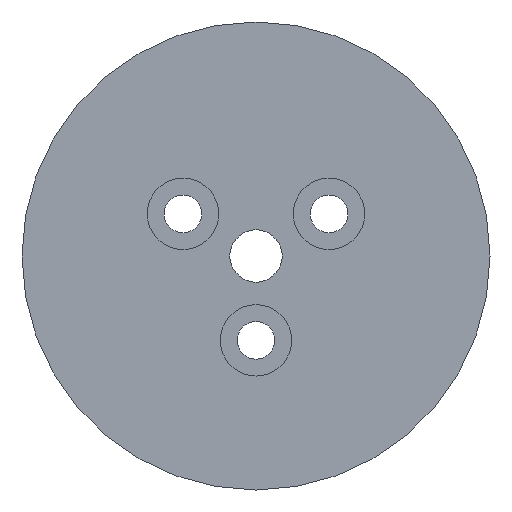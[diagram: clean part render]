
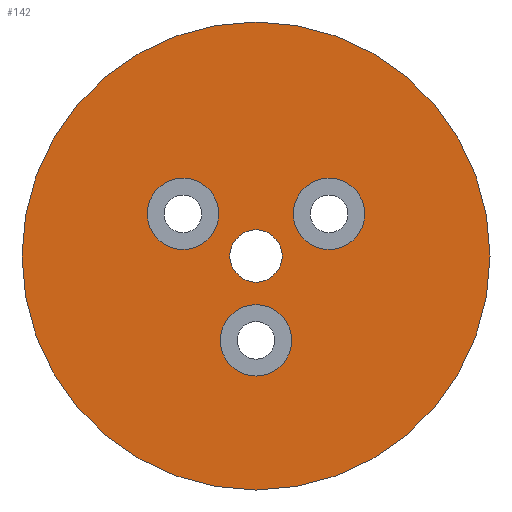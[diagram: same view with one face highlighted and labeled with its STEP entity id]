
A CAD part, left-side view. The second image highlights one B-rep face of the part: STEP entity #142.
In plain terms, the highlighted planar face has unit normal (-1, 0, 0).
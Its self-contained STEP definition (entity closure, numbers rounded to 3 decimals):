
#9 = VERTEX_POINT ( 'NONE', #240 ) ;
#15 = CARTESIAN_POINT ( 'NONE',  ( 0., -5.629, 0.5 ) ) ;
#23 = EDGE_LOOP ( 'NONE', ( #779, #115 ) ) ;
#32 = EDGE_CURVE ( 'NONE', #872, #230, #876, .T. ) ;
#39 = CARTESIAN_POINT ( 'NONE',  ( 0., 0., 0. ) ) ;
#56 = CARTESIAN_POINT ( 'NONE',  ( 0., 0., -6.5 ) ) ;
#63 = CARTESIAN_POINT ( 'NONE',  ( 0., 5.629, 3.25 ) ) ;
#82 = CIRCLE ( 'NONE', #487, 2.019 ) ;
#86 = EDGE_CURVE ( 'NONE', #583, #861, #785, .T. ) ;
#104 = EDGE_CURVE ( 'NONE', #550, #298, #637, .T. ) ;
#105 = DIRECTION ( 'NONE',  ( 0., 0., 1. ) ) ;
#115 = ORIENTED_EDGE ( 'NONE', *, *, #682, .F. ) ;
#120 = CARTESIAN_POINT ( 'NONE',  ( 0., 0., 0. ) ) ;
#122 = DIRECTION ( 'NONE',  ( 0., 0., 1. ) ) ;
#123 = CIRCLE ( 'NONE', #687, 2.75 ) ;
#136 = AXIS2_PLACEMENT_3D ( 'NONE', #578, #492, #880 ) ;
#142 = ADVANCED_FACE ( 'NONE', ( #884, #506, #877, #189, #809 ), #574, .F. ) ;
#144 = DIRECTION ( 'NONE',  ( 0., 0., 1. ) ) ;
#154 = CIRCLE ( 'NONE', #203, 2.75 ) ;
#167 = DIRECTION ( 'NONE',  ( 0., 0., 1. ) ) ;
#186 = CARTESIAN_POINT ( 'NONE',  ( 0., 0., 0. ) ) ;
#189 = FACE_BOUND ( 'NONE', #678, .T. ) ;
#190 = CARTESIAN_POINT ( 'NONE',  ( 0., 5.629, 6. ) ) ;
#202 = DIRECTION ( 'NONE',  ( 1., 0., 0. ) ) ;
#203 = AXIS2_PLACEMENT_3D ( 'NONE', #63, #444, #441 ) ;
#213 = CARTESIAN_POINT ( 'NONE',  ( 0., 5.629, 0.5 ) ) ;
#220 = CARTESIAN_POINT ( 'NONE',  ( 0., 0., -18.034 ) ) ;
#230 = VERTEX_POINT ( 'NONE', #213 ) ;
#234 = AXIS2_PLACEMENT_3D ( 'NONE', #39, #337, #122 ) ;
#240 = CARTESIAN_POINT ( 'NONE',  ( 0., -5.629, 6. ) ) ;
#242 = ORIENTED_EDGE ( 'NONE', *, *, #32, .F. ) ;
#267 = VERTEX_POINT ( 'NONE', #971 ) ;
#271 = DIRECTION ( 'NONE',  ( -1., 0., 0. ) ) ;
#273 = ORIENTED_EDGE ( 'NONE', *, *, #86, .T. ) ;
#278 = DIRECTION ( 'NONE',  ( -1., 0., 0. ) ) ;
#280 = CIRCLE ( 'NONE', #722, 18.034 ) ;
#290 = EDGE_CURVE ( 'NONE', #230, #872, #154, .T. ) ;
#291 = DIRECTION ( 'NONE',  ( 0., 0., 1. ) ) ;
#298 = VERTEX_POINT ( 'NONE', #763 ) ;
#328 = CARTESIAN_POINT ( 'NONE',  ( 0., 0., 18.034 ) ) ;
#337 = DIRECTION ( 'NONE',  ( -1., 0., 0. ) ) ;
#441 = DIRECTION ( 'NONE',  ( 0., 0., 1. ) ) ;
#444 = DIRECTION ( 'NONE',  ( -1., 0., 0. ) ) ;
#448 = ORIENTED_EDGE ( 'NONE', *, *, #104, .F. ) ;
#458 = DIRECTION ( 'NONE',  ( 0., 0., 1. ) ) ;
#487 = AXIS2_PLACEMENT_3D ( 'NONE', #500, #278, #144 ) ;
#489 = DIRECTION ( 'NONE',  ( 0., 0., -1. ) ) ;
#492 = DIRECTION ( 'NONE',  ( -1., 0., 0. ) ) ;
#500 = CARTESIAN_POINT ( 'NONE',  ( 0., 0., 0. ) ) ;
#506 = FACE_BOUND ( 'NONE', #579, .T. ) ;
#508 = EDGE_CURVE ( 'NONE', #978, #267, #845, .T. ) ;
#515 = CARTESIAN_POINT ( 'NONE',  ( 0., -5.629, 3.25 ) ) ;
#517 = ORIENTED_EDGE ( 'NONE', *, *, #856, .T. ) ;
#524 = CIRCLE ( 'NONE', #896, 2.75 ) ;
#532 = DIRECTION ( 'NONE',  ( -1., 0., 0. ) ) ;
#550 = VERTEX_POINT ( 'NONE', #762 ) ;
#554 = CARTESIAN_POINT ( 'NONE',  ( 0., 5.629, 3.25 ) ) ;
#564 = CARTESIAN_POINT ( 'NONE',  ( 0., 0., 0. ) ) ;
#566 = DIRECTION ( 'NONE',  ( -1., 0., 0. ) ) ;
#572 = AXIS2_PLACEMENT_3D ( 'NONE', #618, #532, #167 ) ;
#574 = PLANE ( 'NONE',  #635 ) ;
#578 = CARTESIAN_POINT ( 'NONE',  ( 0., 0., -6.5 ) ) ;
#579 = EDGE_LOOP ( 'NONE', ( #448, #792 ) ) ;
#583 = VERTEX_POINT ( 'NONE', #220 ) ;
#585 = DIRECTION ( 'NONE',  ( -1., 0., 0. ) ) ;
#609 = EDGE_CURVE ( 'NONE', #298, #550, #123, .T. ) ;
#618 = CARTESIAN_POINT ( 'NONE',  ( 0., -5.629, 3.25 ) ) ;
#633 = EDGE_LOOP ( 'NONE', ( #242, #795 ) ) ;
#635 = AXIS2_PLACEMENT_3D ( 'NONE', #564, #202, #489 ) ;
#637 = CIRCLE ( 'NONE', #136, 2.75 ) ;
#653 = AXIS2_PLACEMENT_3D ( 'NONE', #554, #716, #458 ) ;
#677 = EDGE_CURVE ( 'NONE', #9, #730, #524, .T. ) ;
#678 = EDGE_LOOP ( 'NONE', ( #930, #907 ) ) ;
#682 = EDGE_CURVE ( 'NONE', #267, #978, #82, .T. ) ;
#687 = AXIS2_PLACEMENT_3D ( 'NONE', #56, #585, #887 ) ;
#716 = DIRECTION ( 'NONE',  ( -1., 0., 0. ) ) ;
#718 = EDGE_CURVE ( 'NONE', #730, #9, #832, .T. ) ;
#722 = AXIS2_PLACEMENT_3D ( 'NONE', #120, #803, #105 ) ;
#730 = VERTEX_POINT ( 'NONE', #15 ) ;
#762 = CARTESIAN_POINT ( 'NONE',  ( 0., 0., -3.75 ) ) ;
#763 = CARTESIAN_POINT ( 'NONE',  ( 0., 0., -9.25 ) ) ;
#779 = ORIENTED_EDGE ( 'NONE', *, *, #508, .F. ) ;
#785 = CIRCLE ( 'NONE', #234, 18.034 ) ;
#792 = ORIENTED_EDGE ( 'NONE', *, *, #609, .F. ) ;
#795 = ORIENTED_EDGE ( 'NONE', *, *, #290, .F. ) ;
#803 = DIRECTION ( 'NONE',  ( -1., 0., 0. ) ) ;
#809 = FACE_OUTER_BOUND ( 'NONE', #937, .T. ) ;
#832 = CIRCLE ( 'NONE', #572, 2.75 ) ;
#845 = CIRCLE ( 'NONE', #974, 2.019 ) ;
#856 = EDGE_CURVE ( 'NONE', #861, #583, #280, .T. ) ;
#861 = VERTEX_POINT ( 'NONE', #328 ) ;
#872 = VERTEX_POINT ( 'NONE', #190 ) ;
#876 = CIRCLE ( 'NONE', #653, 2.75 ) ;
#877 = FACE_BOUND ( 'NONE', #633, .T. ) ;
#880 = DIRECTION ( 'NONE',  ( 0., 0., 1. ) ) ;
#884 = FACE_BOUND ( 'NONE', #23, .T. ) ;
#887 = DIRECTION ( 'NONE',  ( 0., 0., 1. ) ) ;
#896 = AXIS2_PLACEMENT_3D ( 'NONE', #515, #271, #291 ) ;
#900 = CARTESIAN_POINT ( 'NONE',  ( 0., 0., 2.019 ) ) ;
#907 = ORIENTED_EDGE ( 'NONE', *, *, #718, .F. ) ;
#930 = ORIENTED_EDGE ( 'NONE', *, *, #677, .F. ) ;
#937 = EDGE_LOOP ( 'NONE', ( #517, #273 ) ) ;
#954 = DIRECTION ( 'NONE',  ( 0., 0., 1. ) ) ;
#971 = CARTESIAN_POINT ( 'NONE',  ( 0., 0., -2.019 ) ) ;
#974 = AXIS2_PLACEMENT_3D ( 'NONE', #186, #566, #954 ) ;
#978 = VERTEX_POINT ( 'NONE', #900 ) ;
